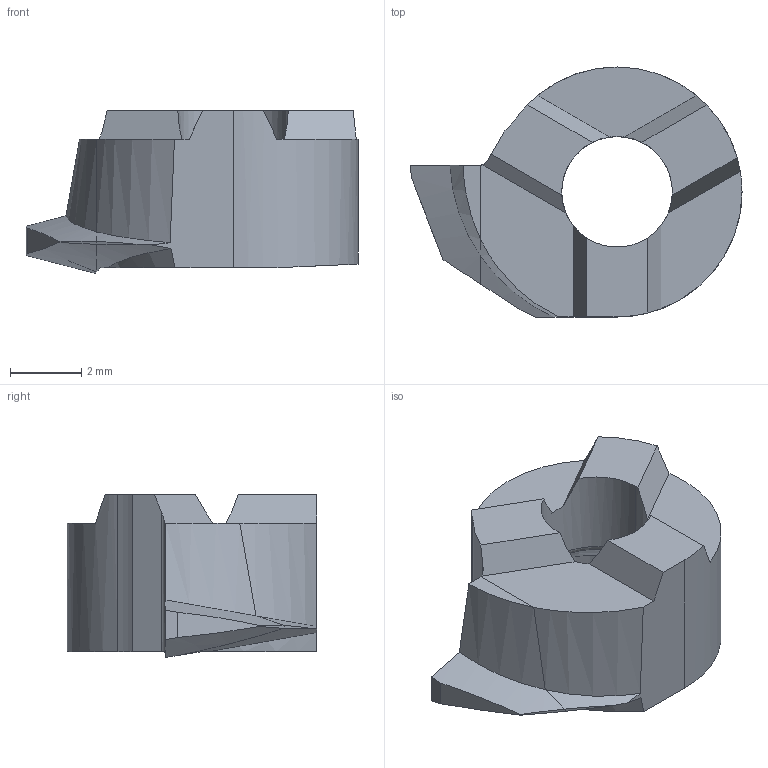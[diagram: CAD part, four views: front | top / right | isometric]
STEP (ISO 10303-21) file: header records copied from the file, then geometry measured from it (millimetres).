
FILE_DESCRIPTION(/* description */ (''),/* implementation_level */ '2;1');
FILE_NAME(/* name */ '1647231314900.stp',/* time_stamp */ '2022-03-14T09:45:25+05:00',/* author */ (''),/* organization */ ('SMS'),/* preprocessor_version */ 'ST-DEVELOPER v16.7',/* originating_system */ 'SIEMENS PLM Software NX 12.0',/* authorisation */ '');
FILE_SCHEMA (('AUTOMOTIVE_DESIGN { 1 0 10303 214 3 1 1 1 }'));
Length unit declared in the file: millimetre
Products named in the file (1): 203810644mod000_00
Bounding box: 9.3 x 7 x 4.56 mm (x, y, z)
Volume: 123.4 mm3; surface area: 232.6 mm2
Topology: 2 solids, 2 shells, 45 faces, 126 edges, 86 vertices
Faces by surface type: plane 26, cylinder 8, bspline 7, torus 2, cone 2
Entity records: 1628 total; most frequent: CARTESIAN_POINT 496, ORIENTED_EDGE 250, DIRECTION 198, EDGE_CURVE 125, VERTEX_POINT 82, AXIS2_PLACEMENT_3D 74, LINE 50, VECTOR 50
